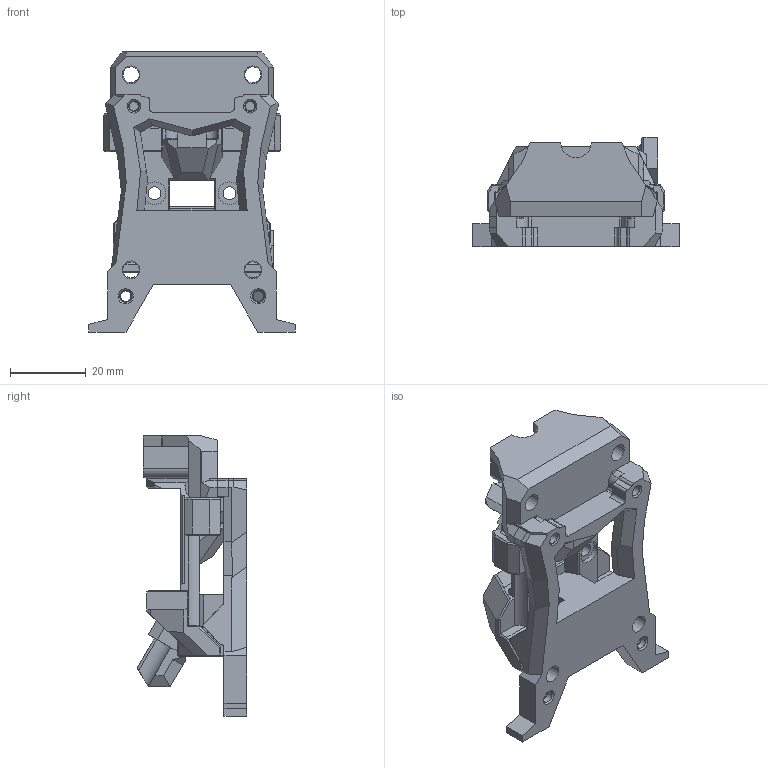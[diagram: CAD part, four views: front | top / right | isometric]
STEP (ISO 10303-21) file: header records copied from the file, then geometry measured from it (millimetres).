
FILE_DESCRIPTION(/* description */ (''),/* implementation_level */ '2;1');
FILE_NAME(/* name */ 'StealthChanger_Tripod_v26.step',/* time_stamp */ '2023-12-12T15:30:51-07:00',/* author */ (''),/* organization */ (''),/* preprocessor_version */ 'ST-DEVELOPER v20',/* originating_system */ 'Autodesk Translation Framework v12.14.0.127',/* authorisation */ '');
FILE_SCHEMA (('AUTOMOTIVE_DESIGN { 1 0 10303 214 3 1 1 }'));
Length unit declared in the file: millimetre
Products named in the file (1): StealthChanger_Tripod
Bounding box: 54.7 x 28.91 x 74.12 mm (x, y, z)
Volume: 28804.2 mm3; surface area: 20294.2 mm2
Topology: 6 solids, 6 shells, 910 faces, 2481 edges, 1604 vertices
Faces by surface type: plane 685, cylinder 172, cone 49, bspline 4
Full cylindrical faces by diameter (mm): 2.529 x2, 2.8 x12, 3.2 x3, 3.4 x5, 4.7 x2, 5.1 x3, 6 x4
Entity records: 32924 total; most frequent: CARTESIAN_POINT 9600, ORIENTED_EDGE 4954, DIRECTION 4687, EDGE_CURVE 2477, LINE 1929, VECTOR 1929, VERTEX_POINT 1602, AXIS2_PLACEMENT_3D 1379
